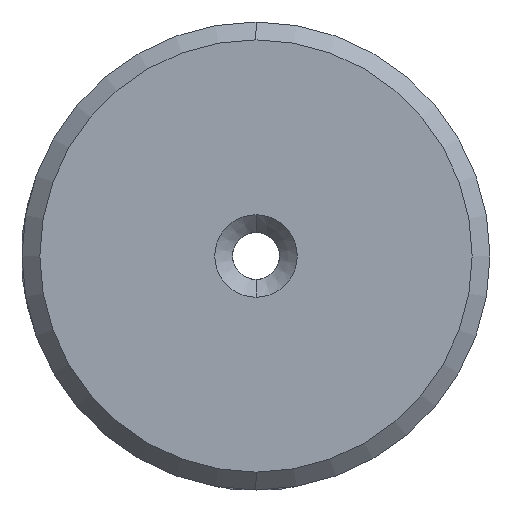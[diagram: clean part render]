
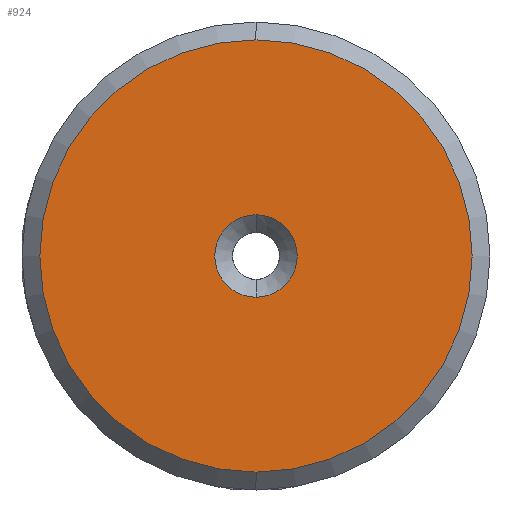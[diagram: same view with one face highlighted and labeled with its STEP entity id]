
A CAD part, left-side view. The second image highlights one B-rep face of the part: STEP entity #924.
In plain terms, the highlighted planar face has unit normal (-1, 0, 0).
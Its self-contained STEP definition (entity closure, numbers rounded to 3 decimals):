
#119 = EDGE_LOOP ( 'NONE', ( #2066, #2067 ) ) ;
#124 = EDGE_LOOP ( 'NONE', ( #2064, #2065 ) ) ;
#458 = EDGE_CURVE ( 'NONE', #1436, #1435, #2467, .T. ) ;
#924 = ADVANCED_FACE ( 'NONE', ( #3613, #3611 ), #3168, .F. ) ;
#992 = EDGE_CURVE ( 'NONE', #1437, #1438, #3748, .T. ) ;
#1069 = EDGE_CURVE ( 'NONE', #1438, #1437, #4485, .T. ) ;
#1070 = EDGE_CURVE ( 'NONE', #1435, #1436, #4486, .T. ) ;
#1435 = VERTEX_POINT ( 'NONE', #5211 ) ;
#1436 = VERTEX_POINT ( 'NONE', #5212 ) ;
#1437 = VERTEX_POINT ( 'NONE', #5213 ) ;
#1438 = VERTEX_POINT ( 'NONE', #5214 ) ;
#1806 = CARTESIAN_POINT ( 'NONE',  ( -9., 0., 0. ) ) ;
#1807 = DIRECTION ( 'NONE',  ( 1., 0., 0. ) ) ;
#1808 = DIRECTION ( 'NONE',  ( 0., 0., -1. ) ) ;
#2064 = ORIENTED_EDGE ( 'NONE', *, *, #1069, .T. ) ;
#2065 = ORIENTED_EDGE ( 'NONE', *, *, #992, .T. ) ;
#2066 = ORIENTED_EDGE ( 'NONE', *, *, #458, .T. ) ;
#2067 = ORIENTED_EDGE ( 'NONE', *, *, #1070, .T. ) ;
#2467 = CIRCLE ( 'NONE', #2619, 0.881 ) ;
#2619 = AXIS2_PLACEMENT_3D ( 'NONE', #1806, #1807, #1808 ) ;
#2745 = AXIS2_PLACEMENT_3D ( 'NONE', #3171, #3179, #3180 ) ;
#2803 = AXIS2_PLACEMENT_3D ( 'NONE', #3437, #3438, #3439 ) ;
#2826 = AXIS2_PLACEMENT_3D ( 'NONE', #4072, #4079, #4080 ) ;
#2830 = AXIS2_PLACEMENT_3D ( 'NONE', #4076, #4082, #4083 ) ;
#3168 = PLANE ( 'NONE',  #2745 ) ;
#3171 = CARTESIAN_POINT ( 'NONE',  ( -9., 0., 0. ) ) ;
#3179 = DIRECTION ( 'NONE',  ( 1., 0., 0. ) ) ;
#3180 = DIRECTION ( 'NONE',  ( 0., 0., -1. ) ) ;
#3437 = CARTESIAN_POINT ( 'NONE',  ( -9., 0., 0. ) ) ;
#3438 = DIRECTION ( 'NONE',  ( -1., 0., 0. ) ) ;
#3439 = DIRECTION ( 'NONE',  ( 0., 0., -1. ) ) ;
#3611 = FACE_BOUND ( 'NONE', #119, .T. ) ;
#3613 = FACE_OUTER_BOUND ( 'NONE', #124, .T. ) ;
#3748 = CIRCLE ( 'NONE', #2803, 4.619 ) ;
#4072 = CARTESIAN_POINT ( 'NONE',  ( -9., 0., 0. ) ) ;
#4076 = CARTESIAN_POINT ( 'NONE',  ( -9., 0., 0. ) ) ;
#4079 = DIRECTION ( 'NONE',  ( -1., 0., 0. ) ) ;
#4080 = DIRECTION ( 'NONE',  ( 0., 0., -1. ) ) ;
#4082 = DIRECTION ( 'NONE',  ( 1., 0., 0. ) ) ;
#4083 = DIRECTION ( 'NONE',  ( 0., 0., -1. ) ) ;
#4485 = CIRCLE ( 'NONE', #2826, 4.619 ) ;
#4486 = CIRCLE ( 'NONE', #2830, 0.881 ) ;
#5211 = CARTESIAN_POINT ( 'NONE',  ( -9., 0., -0.881 ) ) ;
#5212 = CARTESIAN_POINT ( 'NONE',  ( -9., 0., 0.881 ) ) ;
#5213 = CARTESIAN_POINT ( 'NONE',  ( -9., 0., 4.619 ) ) ;
#5214 = CARTESIAN_POINT ( 'NONE',  ( -9., 0., -4.619 ) ) ;
